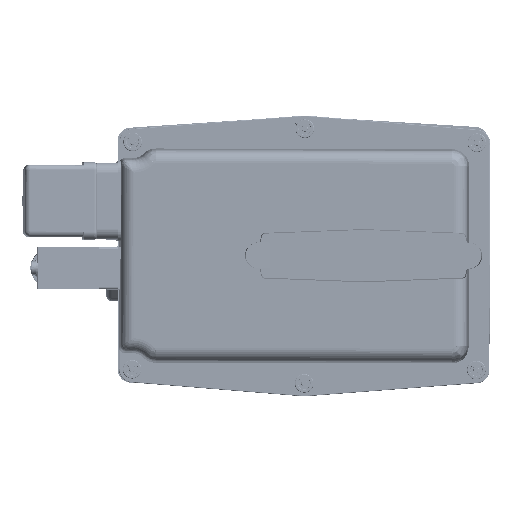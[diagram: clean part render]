
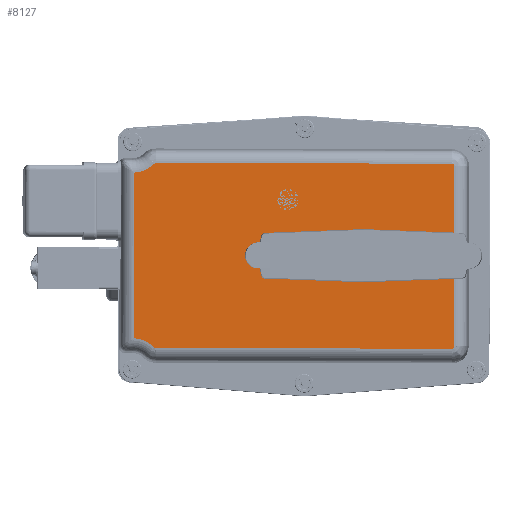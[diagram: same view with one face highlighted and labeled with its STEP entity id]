
A CAD part, top view. The second image highlights one B-rep face of the part: STEP entity #8127.
In plain terms, the highlighted planar face has unit normal (0, 0, 1).
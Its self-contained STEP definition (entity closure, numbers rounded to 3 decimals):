
#8127=ADVANCED_FACE('',(#19588,#19589),#19590,.T.);
#19588=FACE_OUTER_BOUND('',#37822,.T.);
#19589=FACE_BOUND('',#37823,.T.);
#19590=PLANE('',#37824);
#37822=EDGE_LOOP('',(#61625,#61626,#61627,#61628,#61629,#61630,#61631,#61632,#61633,#61634));
#37823=EDGE_LOOP('',(#61635,#61636));
#37824=AXIS2_PLACEMENT_3D('',#61637,#61638,#61639);
#61625=ORIENTED_EDGE('',*,*,#96848,.F.);
#61626=ORIENTED_EDGE('',*,*,#97193,.F.);
#61627=ORIENTED_EDGE('',*,*,#97194,.F.);
#61628=ORIENTED_EDGE('',*,*,#96915,.F.);
#61629=ORIENTED_EDGE('',*,*,#97195,.F.);
#61630=ORIENTED_EDGE('',*,*,#96906,.F.);
#61631=ORIENTED_EDGE('',*,*,#97196,.F.);
#61632=ORIENTED_EDGE('',*,*,#96901,.F.);
#61633=ORIENTED_EDGE('',*,*,#97197,.F.);
#61634=ORIENTED_EDGE('',*,*,#97198,.F.);
#61635=ORIENTED_EDGE('',*,*,#96977,.F.);
#61636=ORIENTED_EDGE('',*,*,#97191,.F.);
#61637=CARTESIAN_POINT('',(39.304,33.583,133.947));
#61638=DIRECTION('',(0.,0.,1.0));
#61639=DIRECTION('',(1.0,0.,0.));
#96848=EDGE_CURVE('',#115628,#115630,#115631,.T.);
#96901=EDGE_CURVE('',#115724,#115726,#115727,.T.);
#96906=EDGE_CURVE('',#115733,#115735,#115736,.T.);
#96915=EDGE_CURVE('',#115749,#115751,#115752,.T.);
#96977=EDGE_CURVE('',#115855,#115851,#115857,.T.);
#97191=EDGE_CURVE('',#115851,#115855,#116173,.T.);
#97193=EDGE_CURVE('',#116175,#115628,#116176,.T.);
#97194=EDGE_CURVE('',#115751,#116175,#116177,.T.);
#97195=EDGE_CURVE('',#115735,#115749,#116178,.T.);
#97196=EDGE_CURVE('',#115726,#115733,#116179,.T.);
#97197=EDGE_CURVE('',#116180,#115724,#116181,.T.);
#97198=EDGE_CURVE('',#115630,#116180,#116182,.T.);
#115628=VERTEX_POINT('',#146158);
#115630=VERTEX_POINT('',#146175);
#115631=LINE('',#146176,#146177);
#115724=VERTEX_POINT('',#146319);
#115726=VERTEX_POINT('',#146321);
#115727=LINE('',#146322,#146323);
#115733=VERTEX_POINT('',#146330);
#115735=VERTEX_POINT('',#146332);
#115736=LINE('',#146333,#146334);
#115749=VERTEX_POINT('',#146349);
#115751=VERTEX_POINT('',#146351);
#115752=LINE('',#146352,#146353);
#115851=VERTEX_POINT('',#146489);
#115855=VERTEX_POINT('',#146493);
#115857=CIRCLE('',#146495,8.55);
#116173=CIRCLE('',#146857,8.55);
#116175=VERTEX_POINT('',#146859);
#116176=CIRCLE('',#146860,11.604);
#116177=CIRCLE('',#146861,0.906);
#116178=CIRCLE('',#146862,0.906);
#116179=CIRCLE('',#146863,0.906);
#116180=VERTEX_POINT('',#146864);
#116181=CIRCLE('',#146865,0.906);
#116182=CIRCLE('',#146866,11.604);
#146158=CARTESIAN_POINT('',(-86.469,-30.938,133.947));
#146175=CARTESIAN_POINT('',(-86.314,31.152,133.947));
#146176=CARTESIAN_POINT('',(-86.469,-30.938,133.947));
#146177=VECTOR('',#178444,62.091);
#146319=CARTESIAN_POINT('',(-78.09,34.781,133.947));
#146321=CARTESIAN_POINT('',(32.92,34.505,133.947));
#146322=CARTESIAN_POINT('',(-78.09,34.781,133.947));
#146323=VECTOR('',#178525,111.011);
#146330=CARTESIAN_POINT('',(33.824,33.597,133.947));
#146332=CARTESIAN_POINT('',(33.655,-33.981,133.947));
#146333=CARTESIAN_POINT('',(33.824,33.597,133.947));
#146334=VECTOR('',#178533,67.577);
#146349=CARTESIAN_POINT('',(32.747,-34.884,133.947));
#146351=CARTESIAN_POINT('',(-78.263,-34.608,133.947));
#146352=CARTESIAN_POINT('',(32.747,-34.884,133.947));
#146353=VECTOR('',#178548,111.011);
#146489=CARTESIAN_POINT('',(-0.274,-8.55,133.947));
#146493=CARTESIAN_POINT('',(-0.231,8.55,133.947));
#146495=AXIS2_PLACEMENT_3D('',#178652,#178653,#178654);
#146857=AXIS2_PLACEMENT_3D('',#179037,#179038,#179039);
#146859=CARTESIAN_POINT('',(-78.903,-34.341,133.947));
#146860=AXIS2_PLACEMENT_3D('',#179040,#179041,#179042);
#146861=AXIS2_PLACEMENT_3D('',#179043,#179044,#179045);
#146862=AXIS2_PLACEMENT_3D('',#179046,#179047,#179048);
#146863=AXIS2_PLACEMENT_3D('',#179049,#179050,#179051);
#146864=CARTESIAN_POINT('',(-78.732,34.517,133.947));
#146865=AXIS2_PLACEMENT_3D('',#179052,#179053,#179054);
#146866=AXIS2_PLACEMENT_3D('',#179055,#179056,#179057);
#178444=DIRECTION('',(0.002,1.,0.));
#178525=DIRECTION('',(1.,-0.002,0.));
#178533=DIRECTION('',(-0.002,-1.,0.));
#178548=DIRECTION('',(-1.,0.002,0.));
#178652=CARTESIAN_POINT('',(-0.252,0.,133.947));
#178653=DIRECTION('',(0.,0.,1.0));
#178654=DIRECTION('',(0.002,1.,0.));
#179037=CARTESIAN_POINT('',(-0.252,0.,133.947));
#179038=DIRECTION('',(0.,0.,1.0));
#179039=DIRECTION('',(0.002,1.,0.));
#179040=CARTESIAN_POINT('',(-87.131,-42.523,133.947));
#179041=DIRECTION('',(0.,0.,1.0));
#179042=DIRECTION('',(0.385,0.923,0.));
#179043=CARTESIAN_POINT('',(-78.261,-33.702,133.947));
#179044=DIRECTION('',(0.,0.,-1.0));
#179045=DIRECTION('',(-0.385,-0.923,0.));
#179046=CARTESIAN_POINT('',(32.749,-33.978,133.947));
#179047=DIRECTION('',(0.,0.,-1.0));
#179048=DIRECTION('',(0.705,-0.709,0.));
#179049=CARTESIAN_POINT('',(32.918,33.599,133.947));
#179050=DIRECTION('',(0.,0.,-1.0));
#179051=DIRECTION('',(0.709,0.705,0.));
#179052=CARTESIAN_POINT('',(-78.093,33.875,133.947));
#179053=DIRECTION('',(0.,0.,-1.0));
#179054=DIRECTION('',(-0.381,0.925,0.));
#179055=CARTESIAN_POINT('',(-86.919,42.741,133.947));
#179056=DIRECTION('',(0.,0.,1.0));
#179057=DIRECTION('',(0.381,-0.925,0.));
